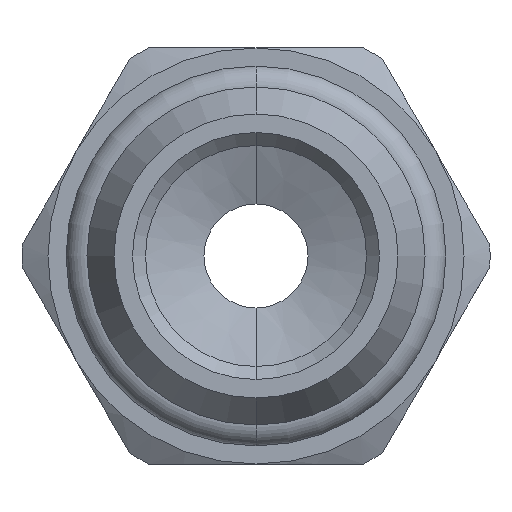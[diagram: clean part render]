
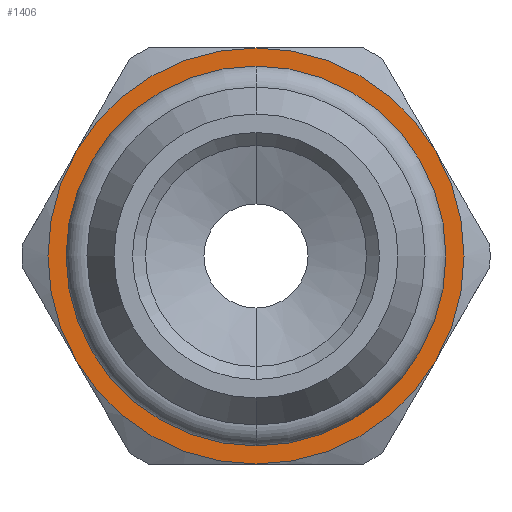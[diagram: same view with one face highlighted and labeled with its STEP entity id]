
A CAD part, front view. The second image highlights one B-rep face of the part: STEP entity #1406.
In plain terms, the highlighted planar face has unit normal (0, -1, 0).
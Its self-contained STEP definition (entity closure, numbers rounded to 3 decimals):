
#2 = DIRECTION ( 'NONE',  ( 0., 0., -1. ) ) ;
#3 = DIRECTION ( 'NONE',  ( 0., -1., 0. ) ) ;
#4 = CARTESIAN_POINT ( 'NONE',  ( 0., 6.5, 0. ) ) ;
#5 = AXIS2_PLACEMENT_3D ( 'NONE', #4, #3, #2 ) ;
#6 = CIRCLE ( 'NONE', #5, 8. ) ;
#11 = CARTESIAN_POINT ( 'NONE',  ( 0., 6.5, 8. ) ) ;
#42 = CARTESIAN_POINT ( 'NONE',  ( 0., 6.5, -8. ) ) ;
#108 = DIRECTION ( 'NONE',  ( 0., 0., -1. ) ) ;
#109 = DIRECTION ( 'NONE',  ( 0., -1., 0. ) ) ;
#110 = CARTESIAN_POINT ( 'NONE',  ( 0., 6.5, 0. ) ) ;
#111 = AXIS2_PLACEMENT_3D ( 'NONE', #110, #109, #108 ) ;
#112 = CIRCLE ( 'NONE', #111, 8. ) ;
#238 = CARTESIAN_POINT ( 'NONE',  ( 7.65, 6.5, 0. ) ) ;
#239 = AXIS2_PLACEMENT_3D ( 'NONE', #238, #258, #257 ) ;
#257 = DIRECTION ( 'NONE',  ( 0., 0., -1. ) ) ;
#258 = DIRECTION ( 'NONE',  ( 0., -1., 0. ) ) ;
#322 = FACE_BOUND ( 'NONE', #1416, .T. ) ;
#323 = FACE_OUTER_BOUND ( 'NONE', #1445, .T. ) ;
#324 = PLANE ( 'NONE',  #239 ) ;
#423 = CARTESIAN_POINT ( 'NONE',  ( 0., 6.5, -7.305 ) ) ;
#438 = CARTESIAN_POINT ( 'NONE',  ( 0., 6.5, 7.305 ) ) ;
#439 = DIRECTION ( 'NONE',  ( 0., 0., -1. ) ) ;
#440 = DIRECTION ( 'NONE',  ( 0., 1., 0. ) ) ;
#441 = CARTESIAN_POINT ( 'NONE',  ( 0., 6.5, 0. ) ) ;
#442 = AXIS2_PLACEMENT_3D ( 'NONE', #441, #440, #439 ) ;
#443 = CIRCLE ( 'NONE', #442, 7.305 ) ;
#515 = CARTESIAN_POINT ( 'NONE',  ( 0., 6.5, 0. ) ) ;
#516 = AXIS2_PLACEMENT_3D ( 'NONE', #515, #524, #523 ) ;
#517 = CIRCLE ( 'NONE', #516, 7.305 ) ;
#523 = DIRECTION ( 'NONE',  ( 0., 0., -1. ) ) ;
#524 = DIRECTION ( 'NONE',  ( 0., 1., 0. ) ) ;
#1306 = VERTEX_POINT ( 'NONE', #11 ) ;
#1309 = VERTEX_POINT ( 'NONE', #42 ) ;
#1312 = EDGE_CURVE ( 'NONE', #1309, #1306, #6, .T. ) ;
#1390 = ORIENTED_EDGE ( 'NONE', *, *, #1535, .T. ) ;
#1393 = EDGE_CURVE ( 'NONE', #1306, #1309, #112, .T. ) ;
#1406 = ADVANCED_FACE ( 'NONE', ( #323, #322 ), #324, .T. ) ;
#1416 = EDGE_LOOP ( 'NONE', ( #1547, #1390 ) ) ;
#1445 = EDGE_LOOP ( 'NONE', ( #1548, #1470 ) ) ;
#1470 = ORIENTED_EDGE ( 'NONE', *, *, #1393, .T. ) ;
#1515 = VERTEX_POINT ( 'NONE', #423 ) ;
#1535 = EDGE_CURVE ( 'NONE', #1536, #1515, #443, .T. ) ;
#1536 = VERTEX_POINT ( 'NONE', #438 ) ;
#1539 = EDGE_CURVE ( 'NONE', #1515, #1536, #517, .T. ) ;
#1547 = ORIENTED_EDGE ( 'NONE', *, *, #1539, .T. ) ;
#1548 = ORIENTED_EDGE ( 'NONE', *, *, #1312, .T. ) ;
